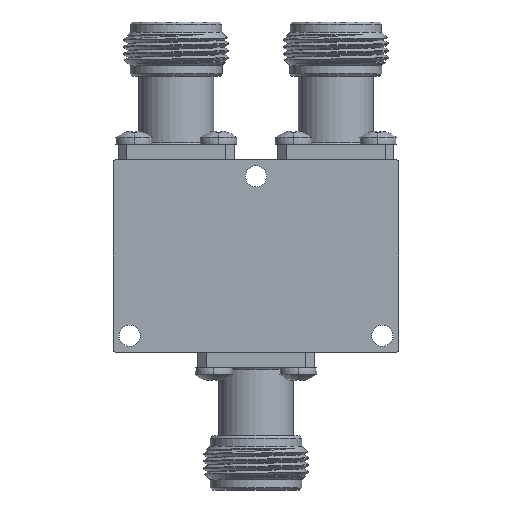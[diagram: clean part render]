
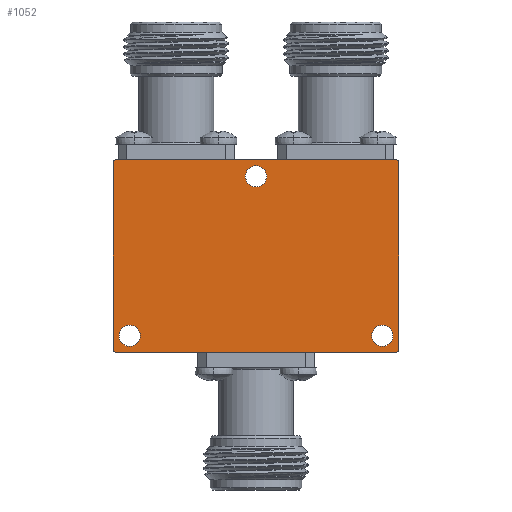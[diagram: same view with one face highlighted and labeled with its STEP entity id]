
A CAD part, front view. The second image highlights one B-rep face of the part: STEP entity #1052.
In plain terms, the highlighted planar face has unit normal (0, -1, 0).
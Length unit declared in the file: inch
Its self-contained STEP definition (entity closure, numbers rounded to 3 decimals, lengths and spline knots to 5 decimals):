
#127 = DIRECTION ( 'NONE',  ( 0., 1., 0. ) ) ;
#156 = ORIENTED_EDGE ( 'NONE', *, *, #14040, .T. ) ;
#813 = CIRCLE ( 'NONE', #17469, 0.06299 ) ;
#860 = CARTESIAN_POINT ( 'NONE',  ( 0.74803, -0.3937, -0.47244 ) ) ;
#906 = CARTESIAN_POINT ( 'NONE',  ( -0.84646, -0.3937, -0.55087 ) ) ;
#1014 = CARTESIAN_POINT ( 'NONE',  ( 0.82646, -0.3937, 0.57087 ) ) ;
#1052 = ADVANCED_FACE ( 'NONE', ( #26621, #6120, #6614, #14702 ), #11339, .T. ) ;
#1498 = LINE ( 'NONE', #11760, #8724 ) ;
#1651 = ORIENTED_EDGE ( 'NONE', *, *, #24072, .T. ) ;
#1899 = VECTOR ( 'NONE', #14684, 39.37008 ) ;
#2271 = AXIS2_PLACEMENT_3D ( 'NONE', #5792, #13033, #25783 ) ;
#2481 = CARTESIAN_POINT ( 'NONE',  ( 0.82646, -0.3937, -0.55087 ) ) ;
#2653 = DIRECTION ( 'NONE',  ( 0., 0., -1. ) ) ;
#3302 = VERTEX_POINT ( 'NONE', #21873 ) ;
#3335 = AXIS2_PLACEMENT_3D ( 'NONE', #28456, #5430, #26106 ) ;
#3389 = VERTEX_POINT ( 'NONE', #32941 ) ;
#3754 = DIRECTION ( 'NONE',  ( 0., 0., 1. ) ) ;
#3999 = VERTEX_POINT ( 'NONE', #6490 ) ;
#4268 = DIRECTION ( 'NONE',  ( 0., -1., 0. ) ) ;
#4285 = EDGE_CURVE ( 'NONE', #13616, #6513, #18895, .T. ) ;
#4740 = CARTESIAN_POINT ( 'NONE',  ( -0.82646, -0.3937, 0.57087 ) ) ;
#4892 = DIRECTION ( 'NONE',  ( 0., 0., 1. ) ) ;
#5168 = AXIS2_PLACEMENT_3D ( 'NONE', #20679, #18489, #8051 ) ;
#5309 = CARTESIAN_POINT ( 'NONE',  ( 0.84646, -0.3937, -0.55087 ) ) ;
#5430 = DIRECTION ( 'NONE',  ( 0., 1., 0. ) ) ;
#5469 = VERTEX_POINT ( 'NONE', #18190 ) ;
#5710 = CIRCLE ( 'NONE', #5168, 0.02 ) ;
#5766 = EDGE_CURVE ( 'NONE', #6513, #31023, #1498, .T. ) ;
#5792 = CARTESIAN_POINT ( 'NONE',  ( 0.82646, -0.3937, 0.55087 ) ) ;
#6120 = FACE_OUTER_BOUND ( 'NONE', #23169, .T. ) ;
#6490 = CARTESIAN_POINT ( 'NONE',  ( 0.74803, -0.3937, -0.53543 ) ) ;
#6513 = VERTEX_POINT ( 'NONE', #12466 ) ;
#6614 = FACE_BOUND ( 'NONE', #32335, .T. ) ;
#6748 = CIRCLE ( 'NONE', #32507, 0.06299 ) ;
#7035 = EDGE_LOOP ( 'NONE', ( #27343, #1651 ) ) ;
#7712 = AXIS2_PLACEMENT_3D ( 'NONE', #24753, #11833, #3754 ) ;
#7848 = DIRECTION ( 'NONE',  ( 0., 0., -1. ) ) ;
#7859 = CARTESIAN_POINT ( 'NONE',  ( -0.82646, -0.3937, 0.55087 ) ) ;
#7911 = AXIS2_PLACEMENT_3D ( 'NONE', #7859, #25829, #2653 ) ;
#8051 = DIRECTION ( 'NONE',  ( 0., 0., -1. ) ) ;
#8344 = CARTESIAN_POINT ( 'NONE',  ( 0.82646, -0.3937, -0.57087 ) ) ;
#8724 = VECTOR ( 'NONE', #21992, 39.37008 ) ;
#9009 = CIRCLE ( 'NONE', #7911, 0.02 ) ;
#9170 = EDGE_CURVE ( 'NONE', #31023, #19073, #27620, .T. ) ;
#9480 = DIRECTION ( 'NONE',  ( 0., 1., 0. ) ) ;
#9786 = EDGE_CURVE ( 'NONE', #25533, #3302, #28097, .T. ) ;
#9804 = CARTESIAN_POINT ( 'NONE',  ( 0., -0.3937, 0.47244 ) ) ;
#9843 = EDGE_CURVE ( 'NONE', #5469, #3389, #14197, .T. ) ;
#10571 = EDGE_LOOP ( 'NONE', ( #28020, #156 ) ) ;
#10950 = CARTESIAN_POINT ( 'NONE',  ( -0.82646, -0.3937, -0.57087 ) ) ;
#11305 = DIRECTION ( 'NONE',  ( 0., 1., 0. ) ) ;
#11339 = PLANE ( 'NONE',  #26060 ) ;
#11760 = CARTESIAN_POINT ( 'NONE',  ( 0.84646, -0.3937, 0.55087 ) ) ;
#11802 = EDGE_CURVE ( 'NONE', #3999, #18696, #813, .T. ) ;
#11833 = DIRECTION ( 'NONE',  ( 0., 1., 0. ) ) ;
#11876 = VERTEX_POINT ( 'NONE', #29742 ) ;
#12466 = CARTESIAN_POINT ( 'NONE',  ( 0.84646, -0.3937, 0.55087 ) ) ;
#12602 = ORIENTED_EDGE ( 'NONE', *, *, #27359, .F. ) ;
#12652 = LINE ( 'NONE', #15341, #17816 ) ;
#13033 = DIRECTION ( 'NONE',  ( 0., 1., 0. ) ) ;
#13616 = VERTEX_POINT ( 'NONE', #1014 ) ;
#13967 = DIRECTION ( 'NONE',  ( 0., 1., 0. ) ) ;
#14040 = EDGE_CURVE ( 'NONE', #3302, #25533, #14626, .T. ) ;
#14171 = ORIENTED_EDGE ( 'NONE', *, *, #9170, .F. ) ;
#14197 = CIRCLE ( 'NONE', #23271, 0.06299 ) ;
#14538 = DIRECTION ( 'NONE',  ( 0., 0., -1. ) ) ;
#14626 = CIRCLE ( 'NONE', #3335, 0.06299 ) ;
#14684 = DIRECTION ( 'NONE',  ( 1., 0., 0. ) ) ;
#14702 = FACE_BOUND ( 'NONE', #7035, .T. ) ;
#15341 = CARTESIAN_POINT ( 'NONE',  ( -0.84646, -0.3937, 0.55087 ) ) ;
#16651 = CARTESIAN_POINT ( 'NONE',  ( 0., -0.3937, 0.47244 ) ) ;
#16993 = DIRECTION ( 'NONE',  ( 0., 0., 1. ) ) ;
#17261 = VECTOR ( 'NONE', #26142, 39.37008 ) ;
#17469 = AXIS2_PLACEMENT_3D ( 'NONE', #860, #13967, #26229 ) ;
#17639 = EDGE_CURVE ( 'NONE', #22130, #11876, #12652, .T. ) ;
#17641 = AXIS2_PLACEMENT_3D ( 'NONE', #24061, #11305, #21547 ) ;
#17816 = VECTOR ( 'NONE', #4892, 39.37008 ) ;
#18100 = VERTEX_POINT ( 'NONE', #29912 ) ;
#18164 = ORIENTED_EDGE ( 'NONE', *, *, #5766, .F. ) ;
#18190 = CARTESIAN_POINT ( 'NONE',  ( 0., -0.3937, 0.40945 ) ) ;
#18489 = DIRECTION ( 'NONE',  ( 0., 1., 0. ) ) ;
#18696 = VERTEX_POINT ( 'NONE', #29298 ) ;
#18895 = CIRCLE ( 'NONE', #2271, 0.02 ) ;
#19073 = VERTEX_POINT ( 'NONE', #8344 ) ;
#19547 = ORIENTED_EDGE ( 'NONE', *, *, #23261, .F. ) ;
#19731 = CARTESIAN_POINT ( 'NONE',  ( -0.82646, -0.3937, 0.55087 ) ) ;
#20051 = DIRECTION ( 'NONE',  ( 0., 0., 1. ) ) ;
#20169 = ORIENTED_EDGE ( 'NONE', *, *, #4285, .F. ) ;
#20679 = CARTESIAN_POINT ( 'NONE',  ( -0.82646, -0.3937, -0.55087 ) ) ;
#21547 = DIRECTION ( 'NONE',  ( 0., 0., 1. ) ) ;
#21713 = EDGE_CURVE ( 'NONE', #19073, #24461, #28326, .T. ) ;
#21873 = CARTESIAN_POINT ( 'NONE',  ( -0.74803, -0.3937, -0.40945 ) ) ;
#21992 = DIRECTION ( 'NONE',  ( 0., 0., -1. ) ) ;
#22130 = VERTEX_POINT ( 'NONE', #906 ) ;
#23169 = EDGE_LOOP ( 'NONE', ( #12602, #27724, #26905, #33014, #14171, #18164, #20169, #19547 ) ) ;
#23261 = EDGE_CURVE ( 'NONE', #18100, #13616, #27759, .T. ) ;
#23271 = AXIS2_PLACEMENT_3D ( 'NONE', #9804, #9480, #20051 ) ;
#23646 = ORIENTED_EDGE ( 'NONE', *, *, #28049, .T. ) ;
#24061 = CARTESIAN_POINT ( 'NONE',  ( 0.74803, -0.3937, -0.47244 ) ) ;
#24072 = EDGE_CURVE ( 'NONE', #3389, #5469, #6748, .T. ) ;
#24361 = DIRECTION ( 'NONE',  ( 0., 1., 0. ) ) ;
#24461 = VERTEX_POINT ( 'NONE', #10950 ) ;
#24753 = CARTESIAN_POINT ( 'NONE',  ( -0.74803, -0.3937, -0.47244 ) ) ;
#25533 = VERTEX_POINT ( 'NONE', #28218 ) ;
#25783 = DIRECTION ( 'NONE',  ( 0., 0., 1. ) ) ;
#25829 = DIRECTION ( 'NONE',  ( 0., 1., 0. ) ) ;
#26002 = EDGE_CURVE ( 'NONE', #24461, #22130, #5710, .T. ) ;
#26060 = AXIS2_PLACEMENT_3D ( 'NONE', #19731, #4268, #14538 ) ;
#26106 = DIRECTION ( 'NONE',  ( 0., 0., 1. ) ) ;
#26142 = DIRECTION ( 'NONE',  ( -1., 0., 0. ) ) ;
#26229 = DIRECTION ( 'NONE',  ( 0., 0., 1. ) ) ;
#26621 = FACE_BOUND ( 'NONE', #10571, .T. ) ;
#26905 = ORIENTED_EDGE ( 'NONE', *, *, #26002, .F. ) ;
#27343 = ORIENTED_EDGE ( 'NONE', *, *, #9843, .T. ) ;
#27359 = EDGE_CURVE ( 'NONE', #11876, #18100, #9009, .T. ) ;
#27620 = CIRCLE ( 'NONE', #30320, 0.02 ) ;
#27724 = ORIENTED_EDGE ( 'NONE', *, *, #17639, .F. ) ;
#27759 = LINE ( 'NONE', #4740, #1899 ) ;
#28020 = ORIENTED_EDGE ( 'NONE', *, *, #9786, .T. ) ;
#28049 = EDGE_CURVE ( 'NONE', #18696, #3999, #32644, .T. ) ;
#28097 = CIRCLE ( 'NONE', #7712, 0.06299 ) ;
#28218 = CARTESIAN_POINT ( 'NONE',  ( -0.74803, -0.3937, -0.53543 ) ) ;
#28302 = ORIENTED_EDGE ( 'NONE', *, *, #11802, .T. ) ;
#28326 = LINE ( 'NONE', #28663, #17261 ) ;
#28456 = CARTESIAN_POINT ( 'NONE',  ( -0.74803, -0.3937, -0.47244 ) ) ;
#28663 = CARTESIAN_POINT ( 'NONE',  ( -0.82646, -0.3937, -0.57087 ) ) ;
#29298 = CARTESIAN_POINT ( 'NONE',  ( 0.74803, -0.3937, -0.40945 ) ) ;
#29742 = CARTESIAN_POINT ( 'NONE',  ( -0.84646, -0.3937, 0.55087 ) ) ;
#29912 = CARTESIAN_POINT ( 'NONE',  ( -0.82646, -0.3937, 0.57087 ) ) ;
#30320 = AXIS2_PLACEMENT_3D ( 'NONE', #2481, #127, #7848 ) ;
#31023 = VERTEX_POINT ( 'NONE', #5309 ) ;
#32335 = EDGE_LOOP ( 'NONE', ( #28302, #23646 ) ) ;
#32507 = AXIS2_PLACEMENT_3D ( 'NONE', #16651, #24361, #16993 ) ;
#32644 = CIRCLE ( 'NONE', #17641, 0.06299 ) ;
#32941 = CARTESIAN_POINT ( 'NONE',  ( 0., -0.3937, 0.53543 ) ) ;
#33014 = ORIENTED_EDGE ( 'NONE', *, *, #21713, .F. ) ;
